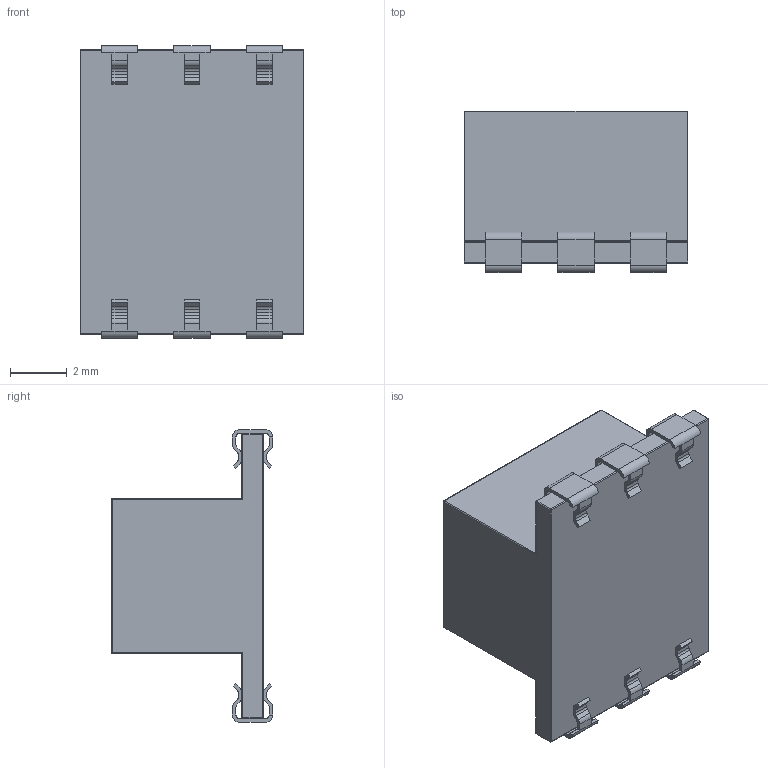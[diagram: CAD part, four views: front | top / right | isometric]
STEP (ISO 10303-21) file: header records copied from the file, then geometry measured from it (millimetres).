
FILE_DESCRIPTION (( 'STEP AP214' ), '1' );
FILE_NAME ('User Library-Mini-circuits_QQQ569.STEP', '2019-12-05T13:06:05', ( '' ), ( '' ), 'SwSTEP 2.0', 'SolidWorks 2019', '' );
FILE_SCHEMA (( 'AUTOMOTIVE_DESIGN' ));
Length unit declared in the file: millimetre
Products named in the file (3): clip_1; body_1; User Library-Mini-circuits_QQQ569
Assembly tree (8 placements, depth 2):
  User Library-Mini-circuits_QQQ569
    clip_1  x7
    body_1
Bounding box: 7.87 x 5.68 x 10.29 mm (x, y, z)
Volume: 259.8 mm3; surface area: 372.4 mm2
Topology: 8 solids, 8 shells, 347 faces, 958 edges, 616 vertices
Faces by surface type: plane 193, cylinder 136, bspline 18
Entity records: 4135 total; most frequent: CARTESIAN_POINT 778, DIRECTION 480, ORIENTED_EDGE 452, EDGE_CURVE 226, AXIS2_PLACEMENT_3D 174, VERTEX_POINT 136, VECTOR 132, LINE 132
